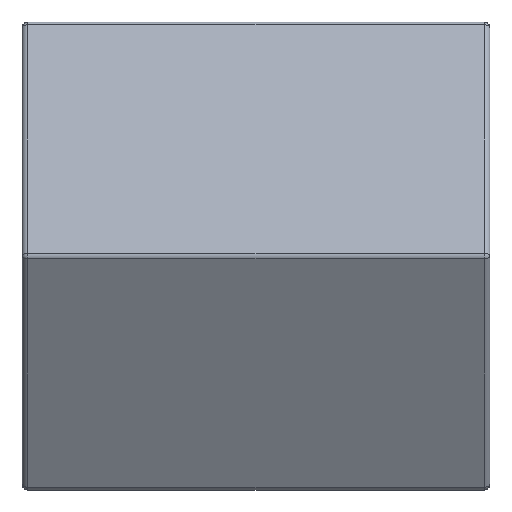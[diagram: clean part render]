
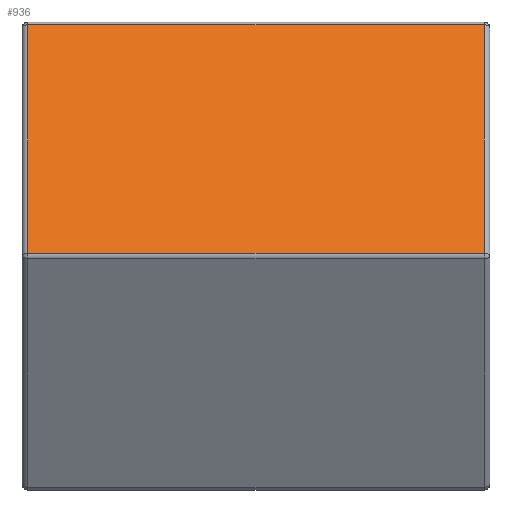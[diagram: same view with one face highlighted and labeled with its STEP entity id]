
A CAD part, front view. The second image highlights one B-rep face of the part: STEP entity #936.
In plain terms, the highlighted planar face has unit normal (0, -0.866, 0.5).
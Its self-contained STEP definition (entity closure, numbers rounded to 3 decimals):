
#175 = DIRECTION ( 'NONE',  ( 0., 0.866, -0.5 ) ) ;
#235 = EDGE_CURVE ( 'NONE', #784, #625, #274, .T. ) ;
#237 = VECTOR ( 'NONE', #370, 1000. ) ;
#238 = EDGE_CURVE ( 'NONE', #429, #799, #276, .T. ) ;
#244 = EDGE_CURVE ( 'NONE', #625, #429, #268, .T. ) ;
#246 = LINE ( 'NONE', #385, #237 ) ;
#253 = EDGE_CURVE ( 'NONE', #799, #784, #246, .T. ) ;
#254 = VECTOR ( 'NONE', #425, 1000. ) ;
#262 = VECTOR ( 'NONE', #442, 1000. ) ;
#265 = VECTOR ( 'NONE', #446, 1000. ) ;
#268 = LINE ( 'NONE', #494, #254 ) ;
#274 = LINE ( 'NONE', #452, #265 ) ;
#276 = LINE ( 'NONE', #469, #262 ) ;
#370 = DIRECTION ( 'NONE',  ( 1., 0., 0. ) ) ;
#385 = CARTESIAN_POINT ( 'NONE',  ( 8., -4.59, 0.05 ) ) ;
#425 = DIRECTION ( 'NONE',  ( -1., 0., 0. ) ) ;
#429 = VERTEX_POINT ( 'NONE', #1152 ) ;
#442 = DIRECTION ( 'NONE',  ( 0., -0.5, -0.866 ) ) ;
#446 = DIRECTION ( 'NONE',  ( 0., 0.5, 0.866 ) ) ;
#452 = CARTESIAN_POINT ( 'NONE',  ( 7.9, -2.309, 4. ) ) ;
#463 = CARTESIAN_POINT ( 'NONE',  ( 0.1, -4.59, 0.05 ) ) ;
#469 = CARTESIAN_POINT ( 'NONE',  ( 0.1, -2.309, 4. ) ) ;
#494 = CARTESIAN_POINT ( 'NONE',  ( 8., -2.338, 3.95 ) ) ;
#526 = AXIS2_PLACEMENT_3D ( 'NONE', #774, #175, #604 ) ;
#535 = CARTESIAN_POINT ( 'NONE',  ( 7.9, -4.59, 0.05 ) ) ;
#544 = ORIENTED_EDGE ( 'NONE', *, *, #244, .T. ) ;
#604 = DIRECTION ( 'NONE',  ( 0., 0.5, 0.866 ) ) ;
#625 = VERTEX_POINT ( 'NONE', #881 ) ;
#626 = PLANE ( 'NONE',  #526 ) ;
#692 = EDGE_LOOP ( 'NONE', ( #919, #544, #716, #855 ) ) ;
#716 = ORIENTED_EDGE ( 'NONE', *, *, #238, .T. ) ;
#774 = CARTESIAN_POINT ( 'NONE',  ( 8., -2.309, 4. ) ) ;
#784 = VERTEX_POINT ( 'NONE', #535 ) ;
#799 = VERTEX_POINT ( 'NONE', #463 ) ;
#855 = ORIENTED_EDGE ( 'NONE', *, *, #253, .T. ) ;
#881 = CARTESIAN_POINT ( 'NONE',  ( 7.9, -2.338, 3.95 ) ) ;
#919 = ORIENTED_EDGE ( 'NONE', *, *, #235, .T. ) ;
#936 = ADVANCED_FACE ( 'NONE', ( #1265 ), #626, .F. ) ;
#1152 = CARTESIAN_POINT ( 'NONE',  ( 0.1, -2.338, 3.95 ) ) ;
#1265 = FACE_OUTER_BOUND ( 'NONE', #692, .T. ) ;
